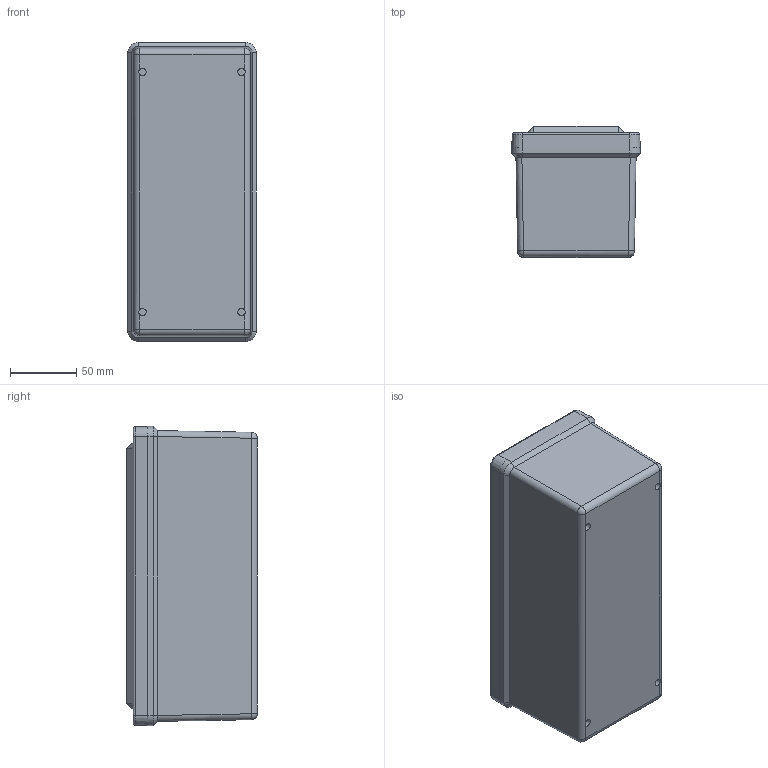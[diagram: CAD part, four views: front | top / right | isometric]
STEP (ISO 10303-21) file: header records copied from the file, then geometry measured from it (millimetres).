
FILE_DESCRIPTION (( 'STEP AP214' ), '1' );
FILE_NAME ('CO4PB22.STEP', '2019-01-09T17:14:29', ( '' ), ( '' ), 'SwSTEP 2.0', 'SolidWorks 2018', '' );
FILE_SCHEMA (( 'AUTOMOTIVE_DESIGN' ));
Length unit declared in the file: inch
Products named in the file (1): CO4PB22
Bounding box: 96.84 x 98.42 x 225.43 mm (x, y, z)
Volume: 403609.8 mm3; surface area: 201884.3 mm2
Topology: 1 solids, 9 shells, 410 faces, 1063 edges, 679 vertices
Faces by surface type: plane 206, cylinder 112, cone 52, bspline 24, torus 16
Full cylindrical faces by diameter (mm): 4.496 x4, 4.826 x4, 5.537 x4, 5.556 x8, 9.423 x4, 9.525 x4
Entity records: 19808 total; most frequent: CARTESIAN_POINT 4879, ORIENTED_EDGE 2008, DIRECTION 1900, EDGE_CURVE 1004, AXIS2_PLACEMENT_3D 673, VERTEX_POINT 664, LINE 554, VECTOR 554
